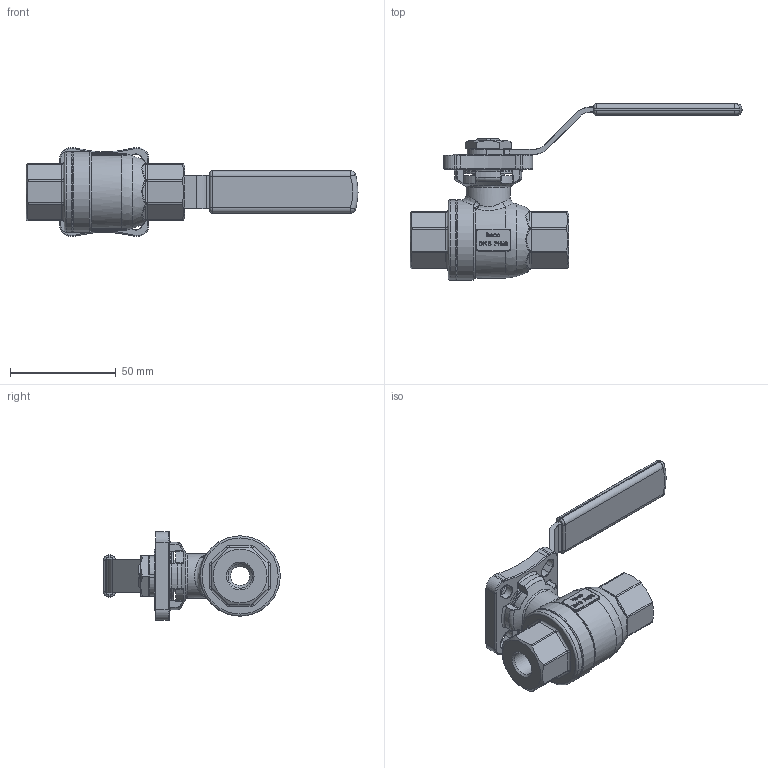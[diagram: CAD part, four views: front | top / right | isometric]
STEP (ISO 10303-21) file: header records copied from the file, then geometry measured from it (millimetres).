
FILE_DESCRIPTION (( 'STEP AP214' ), '1' );
FILE_NAME ('K2DA-014-4 Kugelhahn 2-teilig heco.STEP', '2015-05-26T09:36:33', ( 'test' ), ( '' ), 'SwSTEP 2.0', 'SolidWorks 2011', '' );
FILE_SCHEMA (( 'AUTOMOTIVE_DESIGN' ));
Length unit declared in the file: millimetre
Products named in the file (1): K2DA-014-4 Kugelhahn 2-teilig heco
Bounding box: 157 x 83.5 x 42 mm (x, y, z)
Volume: 81409.4 mm3; surface area: 24759.1 mm2
Topology: 1 solids, 1 shells, 1041 faces, 2643 edges, 1626 vertices
Faces by surface type: plane 349, bspline 316, cylinder 227, torus 119, cone 18, sphere 12
Full cylindrical faces by diameter (mm): 9 x1, 11.44 x2, 15 x2, 21 x1, 23 x2, 26 x1, 38 x2
Entity records: 54849 total; most frequent: CARTESIAN_POINT 20581, ORIENTED_EDGE 5162, DIRECTION 4041, EDGE_CURVE 2581, VERTEX_POINT 1613, AXIS2_PLACEMENT_3D 1438, LINE 1165, VECTOR 1165
